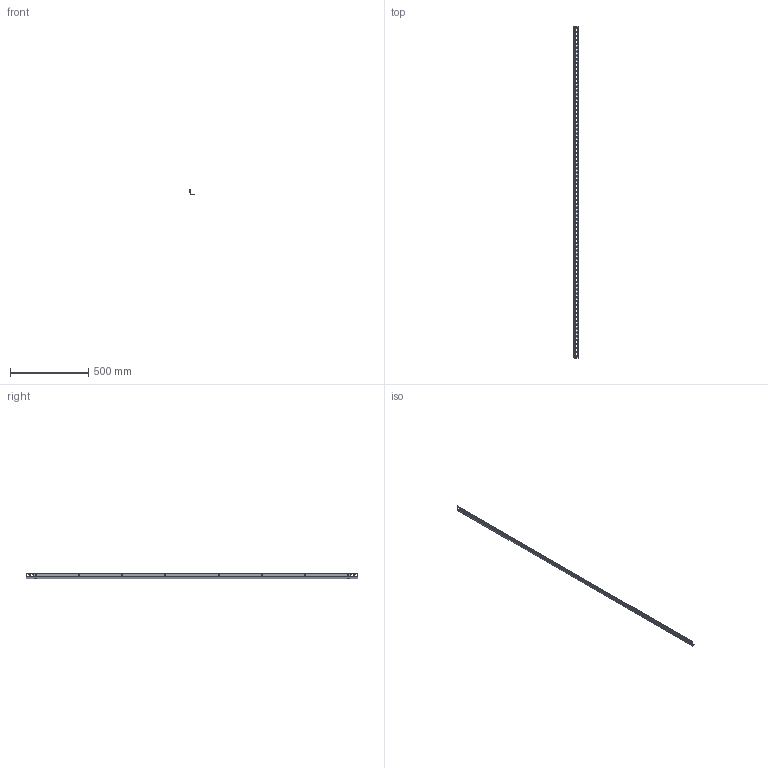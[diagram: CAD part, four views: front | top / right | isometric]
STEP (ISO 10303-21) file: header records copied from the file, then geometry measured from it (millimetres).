
FILE_DESCRIPTION (( 'STEP AP214' ), '1' );
FILE_NAME ('FO-00-UVF-220 FORMAT Óãîëîê âåðò. äëÿ ôàëüø-ïàí. âí. 2200 (2øò_êîìïë) IEK.STEP', '2024-09-25T08:43:31', ( '' ), ( '' ), 'SwSTEP 2.0', 'SolidWorks 2022', '' );
FILE_SCHEMA (( 'AUTOMOTIVE_DESIGN' ));
Length unit declared in the file: millimetre
Products named in the file (1): FO-00-UVF-220 FORMAT Уголок верт. для фальш-пан. вн. 2200 (2шт_компл) IEK
Bounding box: 26.92 x 2127 x 38.4 mm (x, y, z)
Volume: 225292.9 mm3; surface area: 247240.3 mm2
Topology: 1 solids, 1 shells, 570 faces, 1716 edges, 1144 vertices
Faces by surface type: plane 380, cylinder 190
Entity records: 20006 total; most frequent: ORIENTED_EDGE 3432, CARTESIAN_POINT 3431, DIRECTION 3238, EDGE_CURVE 1716, LINE 1336, VECTOR 1336, VERTEX_POINT 1144, AXIS2_PLACEMENT_3D 951
